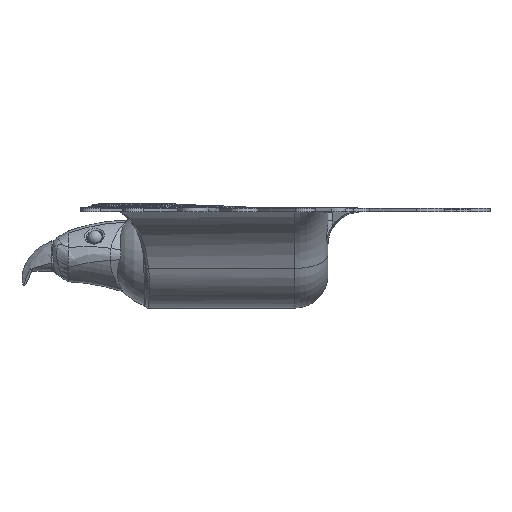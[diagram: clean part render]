
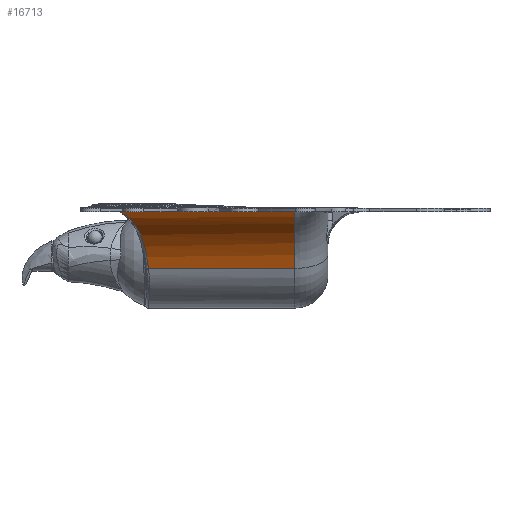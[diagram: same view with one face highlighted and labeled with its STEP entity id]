
A CAD part, front view. The second image highlights one B-rep face of the part: STEP entity #16713.
In plain terms, the highlighted cylindrical face has radius 30 mm (diameter 60 mm), a partial arc.
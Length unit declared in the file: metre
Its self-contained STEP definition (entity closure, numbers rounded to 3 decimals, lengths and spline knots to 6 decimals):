
#260=B_SPLINE_CURVE_WITH_KNOTS('',3,(#31697,#31698,#31699,#31700),
 .UNSPECIFIED.,.F.,.F.,(4,4),(0.008383,0.014386),
 .UNSPECIFIED.);
#261=B_SPLINE_CURVE_WITH_KNOTS('',3,(#31702,#31703,#31704,#31705,#31706,
#31707,#31708,#31709),.UNSPECIFIED.,.F.,.F.,(4,1,1,1,1,4),(0.,0.005566,
0.00835,0.011133,0.016699,0.022266),
 .UNSPECIFIED.);
#537=CYLINDRICAL_SURFACE('',#19100,0.03);
#1374=LINE('',#31695,#2233);
#1375=LINE('',#31711,#2234);
#2233=VECTOR('',#23743,1.);
#2234=VECTOR('',#23744,1.);
#5252=ORIENTED_EDGE('',*,*,#9844,.T.);
#5253=ORIENTED_EDGE('',*,*,#9845,.T.);
#5254=ORIENTED_EDGE('',*,*,#9846,.T.);
#5255=ORIENTED_EDGE('',*,*,#9847,.T.);
#5256=ORIENTED_EDGE('',*,*,#9848,.T.);
#9844=EDGE_CURVE('',#12149,#12150,#13737,.T.);
#9845=EDGE_CURVE('',#12150,#12151,#1374,.F.);
#9846=EDGE_CURVE('',#12151,#12152,#260,.T.);
#9847=EDGE_CURVE('',#12152,#12153,#261,.T.);
#9848=EDGE_CURVE('',#12153,#12149,#1375,.T.);
#12149=VERTEX_POINT('',#31693);
#12150=VERTEX_POINT('',#31694);
#12151=VERTEX_POINT('',#31696);
#12152=VERTEX_POINT('',#31701);
#12153=VERTEX_POINT('',#31710);
#13737=CIRCLE('',#19101,0.03);
#14611=EDGE_LOOP('',(#5252,#5253,#5254,#5255,#5256));
#15555=FACE_BOUND('',#14611,.T.);
#16713=ADVANCED_FACE('',(#15555),#537,.F.);
#19100=AXIS2_PLACEMENT_3D('',#31691,#23739,#23740);
#19101=AXIS2_PLACEMENT_3D('',#31692,#23741,#23742);
#23739=DIRECTION('',(1.,0.,0.));
#23740=DIRECTION('',(0.,0.,-1.));
#23741=DIRECTION('',(1.,0.,0.));
#23742=DIRECTION('',(0.,1.,0.));
#23743=DIRECTION('',(1.,0.,0.));
#23744=DIRECTION('',(1.,0.,0.));
#31691=CARTESIAN_POINT('',(-0.016096,-0.398,-0.0151));
#31692=CARTESIAN_POINT('',(0.000079,-0.398,-0.0151));
#31693=CARTESIAN_POINT('',(0.000079,-0.370505,-0.0031));
#31694=CARTESIAN_POINT('',(0.000079,-0.390306,0.013897));
#31695=CARTESIAN_POINT('',(-0.016096,-0.390306,0.013897));
#31696=CARTESIAN_POINT('',(-0.052248,-0.390306,0.013897));
#31697=CARTESIAN_POINT('',(-0.052248,-0.390306,0.013897));
#31698=CARTESIAN_POINT('',(-0.051422,-0.388538,0.013428));
#31699=CARTESIAN_POINT('',(-0.050548,-0.38681,0.012795));
#31700=CARTESIAN_POINT('',(-0.049655,-0.385164,0.012015));
#31701=CARTESIAN_POINT('',(-0.049655,-0.385164,0.012015));
#31702=CARTESIAN_POINT('',(-0.049655,-0.385164,0.012015));
#31703=CARTESIAN_POINT('',(-0.048828,-0.383636,0.011292));
#31704=CARTESIAN_POINT('',(-0.04774,-0.381412,0.010003));
#31705=CARTESIAN_POINT('',(-0.046552,-0.378621,0.007853));
#31706=CARTESIAN_POINT('',(-0.045524,-0.375955,0.005388));
#31707=CARTESIAN_POINT('',(-0.044575,-0.373072,0.001892));
#31708=CARTESIAN_POINT('',(-0.044075,-0.371254,-0.001384));
#31709=CARTESIAN_POINT('',(-0.043881,-0.370505,-0.0031));
#31710=CARTESIAN_POINT('',(-0.043881,-0.370505,-0.0031));
#31711=CARTESIAN_POINT('',(-0.016096,-0.370505,-0.0031));
